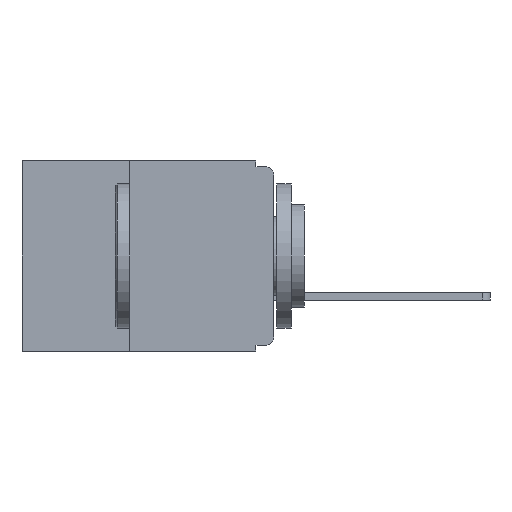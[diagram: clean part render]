
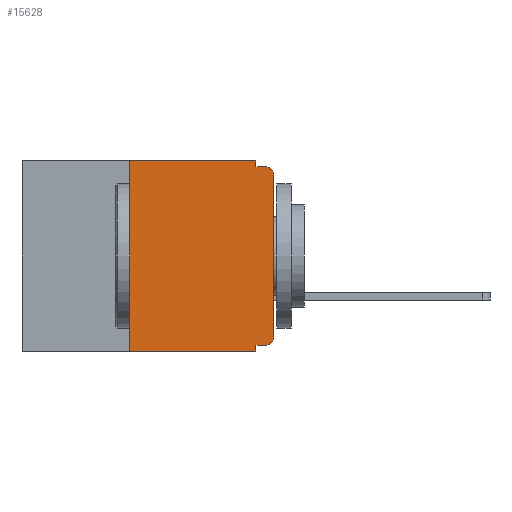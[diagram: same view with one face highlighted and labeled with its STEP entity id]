
A CAD part, left-side view. The second image highlights one B-rep face of the part: STEP entity #15628.
In plain terms, the highlighted planar face has unit normal (-1, 0, 0).
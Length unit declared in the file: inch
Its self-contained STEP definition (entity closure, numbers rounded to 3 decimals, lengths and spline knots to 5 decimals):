
#23 = CARTESIAN_POINT ( 'NONE',  ( 0., 0.437, 0. ) ) ;
#154 = VERTEX_POINT ( 'NONE', #20182 ) ;
#226 = CARTESIAN_POINT ( 'NONE',  ( 0., 0.031, -0.33 ) ) ;
#444 = VERTEX_POINT ( 'NONE', #226 ) ;
#718 = VERTEX_POINT ( 'NONE', #10219 ) ;
#1166 = CARTESIAN_POINT ( 'NONE',  ( 0., 0.437, 0. ) ) ;
#1258 = ORIENTED_EDGE ( 'NONE', *, *, #9149, .F. ) ;
#1488 = CARTESIAN_POINT ( 'NONE',  ( 0., 0., -0.305 ) ) ;
#1671 = DIRECTION ( 'NONE',  ( 0., 0., -1. ) ) ;
#1686 = EDGE_CURVE ( 'NONE', #21678, #718, #4141, .T. ) ;
#1942 = EDGE_LOOP ( 'NONE', ( #23395, #13918, #13671, #12475, #21755, #16226, #16730, #1258, #10732, #13459 ) ) ;
#1983 = EDGE_CURVE ( 'NONE', #7742, #7142, #8602, .T. ) ;
#2670 = EDGE_CURVE ( 'NONE', #14606, #22815, #20338, .T. ) ;
#2708 = VECTOR ( 'NONE', #17617, 39.37008 ) ;
#2895 = LINE ( 'NONE', #23, #21085 ) ;
#2971 = DIRECTION ( 'NONE',  ( 1., 0., 0. ) ) ;
#3505 = DIRECTION ( 'NONE',  ( 0., 1., 0. ) ) ;
#3672 = DIRECTION ( 'NONE',  ( 0., 0., 1. ) ) ;
#3833 = CARTESIAN_POINT ( 'NONE',  ( 0., 0., -0.32 ) ) ;
#3953 = DIRECTION ( 'NONE',  ( 0., 0., -1. ) ) ;
#4108 = VECTOR ( 'NONE', #4973, 39.37008 ) ;
#4141 = LINE ( 'NONE', #3833, #17894 ) ;
#4799 = VERTEX_POINT ( 'NONE', #16587 ) ;
#4973 = DIRECTION ( 'NONE',  ( 0., -1., 0. ) ) ;
#4978 = EDGE_CURVE ( 'NONE', #21678, #7742, #17756, .T. ) ;
#5105 = VERTEX_POINT ( 'NONE', #15074 ) ;
#5798 = EDGE_CURVE ( 'NONE', #154, #4799, #21915, .T. ) ;
#6257 = VECTOR ( 'NONE', #3953, 39.37008 ) ;
#7142 = VERTEX_POINT ( 'NONE', #11568 ) ;
#7671 = LINE ( 'NONE', #21096, #2708 ) ;
#7742 = VERTEX_POINT ( 'NONE', #1488 ) ;
#8037 = CARTESIAN_POINT ( 'NONE',  ( 0., 0.015, -0.025 ) ) ;
#8602 = LINE ( 'NONE', #15899, #21219 ) ;
#9149 = EDGE_CURVE ( 'NONE', #718, #444, #11168, .T. ) ;
#9217 = DIRECTION ( 'NONE',  ( 0., -1., 0. ) ) ;
#9420 = CARTESIAN_POINT ( 'NONE',  ( 0., 0.031, -0.01 ) ) ;
#9917 = DIRECTION ( 'NONE',  ( 0., 0., -1. ) ) ;
#10219 = CARTESIAN_POINT ( 'NONE',  ( 0., 0.031, -0.32 ) ) ;
#10732 = ORIENTED_EDGE ( 'NONE', *, *, #1686, .F. ) ;
#11032 = CARTESIAN_POINT ( 'NONE',  ( 0., 0.031, 0. ) ) ;
#11168 = LINE ( 'NONE', #13192, #6257 ) ;
#11568 = CARTESIAN_POINT ( 'NONE',  ( 0., 0., -0.025 ) ) ;
#12475 = ORIENTED_EDGE ( 'NONE', *, *, #2670, .F. ) ;
#13024 = VECTOR ( 'NONE', #15387, 39.37008 ) ;
#13192 = CARTESIAN_POINT ( 'NONE',  ( 0., 0.031, -0.33 ) ) ;
#13459 = ORIENTED_EDGE ( 'NONE', *, *, #4978, .T. ) ;
#13671 = ORIENTED_EDGE ( 'NONE', *, *, #18371, .F. ) ;
#13837 = EDGE_CURVE ( 'NONE', #154, #444, #22786, .T. ) ;
#13918 = ORIENTED_EDGE ( 'NONE', *, *, #22367, .T. ) ;
#14022 = PLANE ( 'NONE',  #21394 ) ;
#14582 = CARTESIAN_POINT ( 'NONE',  ( 0., 0.031, 0. ) ) ;
#14606 = VERTEX_POINT ( 'NONE', #14582 ) ;
#15074 = CARTESIAN_POINT ( 'NONE',  ( 0., 0.015, -0.01 ) ) ;
#15312 = CARTESIAN_POINT ( 'NONE',  ( 0., 0.25, -0.33 ) ) ;
#15387 = DIRECTION ( 'NONE',  ( 0., 0., 1. ) ) ;
#15628 = ADVANCED_FACE ( 'NONE', ( #16659 ), #14022, .F. ) ;
#15809 = DIRECTION ( 'NONE',  ( 0., 0., -1. ) ) ;
#15899 = CARTESIAN_POINT ( 'NONE',  ( 0., 0., 0. ) ) ;
#16226 = ORIENTED_EDGE ( 'NONE', *, *, #5798, .F. ) ;
#16587 = CARTESIAN_POINT ( 'NONE',  ( 0., 0.25, 0. ) ) ;
#16659 = FACE_OUTER_BOUND ( 'NONE', #1942, .T. ) ;
#16730 = ORIENTED_EDGE ( 'NONE', *, *, #13837, .T. ) ;
#17384 = AXIS2_PLACEMENT_3D ( 'NONE', #8037, #20620, #9917 ) ;
#17617 = DIRECTION ( 'NONE',  ( 0., -1., 0. ) ) ;
#17744 = CARTESIAN_POINT ( 'NONE',  ( 0., 0.437, -0.33 ) ) ;
#17756 = CIRCLE ( 'NONE', #23295, 0.015 ) ;
#17894 = VECTOR ( 'NONE', #3505, 39.37008 ) ;
#18371 = EDGE_CURVE ( 'NONE', #22815, #5105, #7671, .T. ) ;
#19775 = VECTOR ( 'NONE', #1671, 39.37008 ) ;
#20182 = CARTESIAN_POINT ( 'NONE',  ( 0., 0.25, -0.33 ) ) ;
#20338 = LINE ( 'NONE', #11032, #19775 ) ;
#20497 = DIRECTION ( 'NONE',  ( 0., 0., -1. ) ) ;
#20546 = DIRECTION ( 'NONE',  ( -1., 0., 0. ) ) ;
#20572 = CARTESIAN_POINT ( 'NONE',  ( 0., 0.015, -0.305 ) ) ;
#20620 = DIRECTION ( 'NONE',  ( -1., 0., 0. ) ) ;
#21085 = VECTOR ( 'NONE', #9217, 39.37008 ) ;
#21096 = CARTESIAN_POINT ( 'NONE',  ( 0., 0., -0.01 ) ) ;
#21219 = VECTOR ( 'NONE', #3672, 39.37008 ) ;
#21248 = CIRCLE ( 'NONE', #17384, 0.015 ) ;
#21394 = AXIS2_PLACEMENT_3D ( 'NONE', #1166, #2971, #15809 ) ;
#21678 = VERTEX_POINT ( 'NONE', #22715 ) ;
#21755 = ORIENTED_EDGE ( 'NONE', *, *, #23097, .F. ) ;
#21915 = LINE ( 'NONE', #15312, #13024 ) ;
#22367 = EDGE_CURVE ( 'NONE', #7142, #5105, #21248, .T. ) ;
#22715 = CARTESIAN_POINT ( 'NONE',  ( 0., 0.015, -0.32 ) ) ;
#22786 = LINE ( 'NONE', #17744, #4108 ) ;
#22815 = VERTEX_POINT ( 'NONE', #9420 ) ;
#23097 = EDGE_CURVE ( 'NONE', #4799, #14606, #2895, .T. ) ;
#23295 = AXIS2_PLACEMENT_3D ( 'NONE', #20572, #20546, #20497 ) ;
#23395 = ORIENTED_EDGE ( 'NONE', *, *, #1983, .T. ) ;
